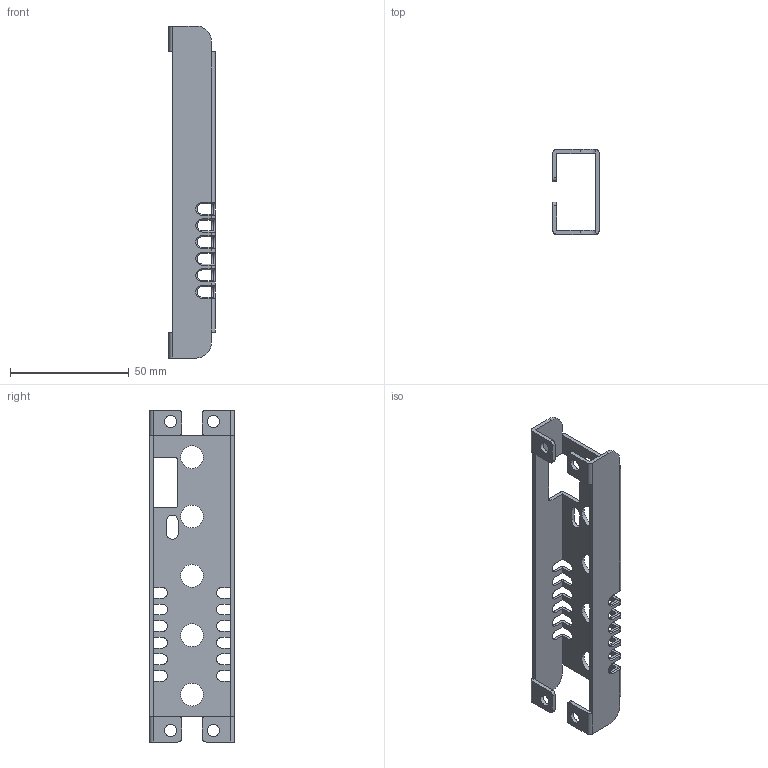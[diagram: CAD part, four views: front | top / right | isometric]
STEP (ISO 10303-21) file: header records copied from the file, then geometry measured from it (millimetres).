
FILE_DESCRIPTION((''),'2;1');
FILE_NAME('141816_SW','2008-08-15T',('banengservice'),('BANNER ENGINEERING'),'PRO/ENGINEER BY PARAMETRIC TECHNOLOGY CORPORATION, 2006170','PRO/ENGINEER BY PARAMETRIC TECHNOLOGY CORPORATION, 2006170','');
FILE_SCHEMA(('CONFIG_CONTROL_DESIGN'));
Length unit declared in the file: inch
Products named in the file (1): 141816_SW
Bounding box: 19.41 x 35.66 x 139.7 mm (x, y, z)
Volume: 11972.3 mm3; surface area: 17115.7 mm2
Topology: 1 solids, 1 shells, 239 faces, 681 edges, 418 vertices
Faces by surface type: plane 112, cylinder 79, cone 48
Entity records: 7809 total; most frequent: DIRECTION 1365, ORIENTED_EDGE 1362, CARTESIAN_POINT 1338, EDGE_CURVE 681, VECTOR 475, LINE 475, AXIS2_PLACEMENT_3D 445, VERTEX_POINT 418
